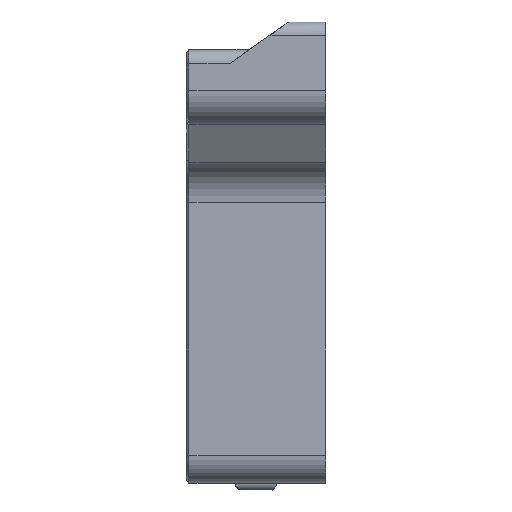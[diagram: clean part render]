
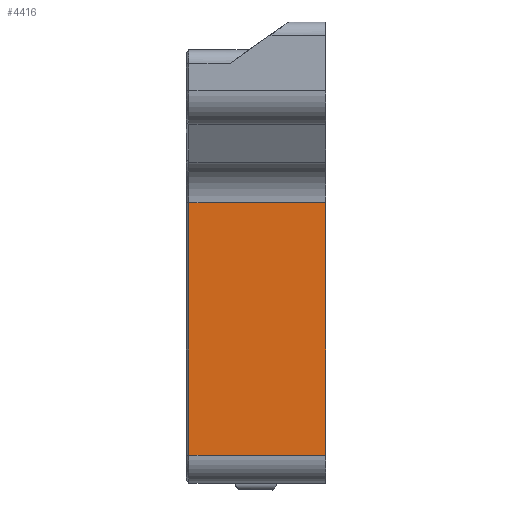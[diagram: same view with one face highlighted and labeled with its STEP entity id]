
A CAD part, front view. The second image highlights one B-rep face of the part: STEP entity #4416.
In plain terms, the highlighted planar face has unit normal (0, -1, 0).
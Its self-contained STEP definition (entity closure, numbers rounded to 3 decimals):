
#143=PLANE('',#4842);
#272=FACE_OUTER_BOUND('',#519,.T.);
#519=EDGE_LOOP('',(#3388,#3389,#3390,#3391));
#1075=LINE('',#7907,#1464);
#1086=LINE('',#7938,#1475);
#1087=LINE('',#7941,#1476);
#1088=LINE('',#7942,#1477);
#1464=VECTOR('',#5681,10.);
#1475=VECTOR('',#5716,10.);
#1476=VECTOR('',#5719,10.);
#1477=VECTOR('',#5720,10.);
#2078=VERTEX_POINT('',#7904);
#2079=VERTEX_POINT('',#7906);
#2087=VERTEX_POINT('',#7936);
#2088=VERTEX_POINT('',#7940);
#2583=EDGE_CURVE('',#2079,#2078,#1075,.T.);
#2599=EDGE_CURVE('',#2078,#2087,#1086,.T.);
#2600=EDGE_CURVE('',#2087,#2088,#1087,.T.);
#2601=EDGE_CURVE('',#2088,#2079,#1088,.T.);
#3388=ORIENTED_EDGE('',*,*,#2583,.T.);
#3389=ORIENTED_EDGE('',*,*,#2599,.T.);
#3390=ORIENTED_EDGE('',*,*,#2600,.T.);
#3391=ORIENTED_EDGE('',*,*,#2601,.T.);
#4416=ADVANCED_FACE('',(#272),#143,.T.);
#4842=AXIS2_PLACEMENT_3D('',#7939,#5717,#5718);
#5681=DIRECTION('',(0.,0.,-1.));
#5716=DIRECTION('',(1.,0.,0.));
#5717=DIRECTION('center_axis',(0.,-1.,0.));
#5718=DIRECTION('ref_axis',(0.,0.,
-1.));
#5719=DIRECTION('',(0.,0.,1.));
#5720=DIRECTION('',(-1.,0.,0.));
#7904=CARTESIAN_POINT('',(312.2,29.7,62.096));
#7906=CARTESIAN_POINT('',(312.2,29.7,98.198));
#7907=CARTESIAN_POINT('',(312.2,29.7,94.647));
#7936=CARTESIAN_POINT('',(331.8,29.7,62.096));
#7938=CARTESIAN_POINT('',(331.8,29.7,62.096));
#7939=CARTESIAN_POINT('Origin',(331.8,29.7,98.198));
#7940=CARTESIAN_POINT('',(331.8,29.7,98.198));
#7941=CARTESIAN_POINT('',(331.8,29.7,94.647));
#7942=CARTESIAN_POINT('',(331.8,29.7,98.198));
